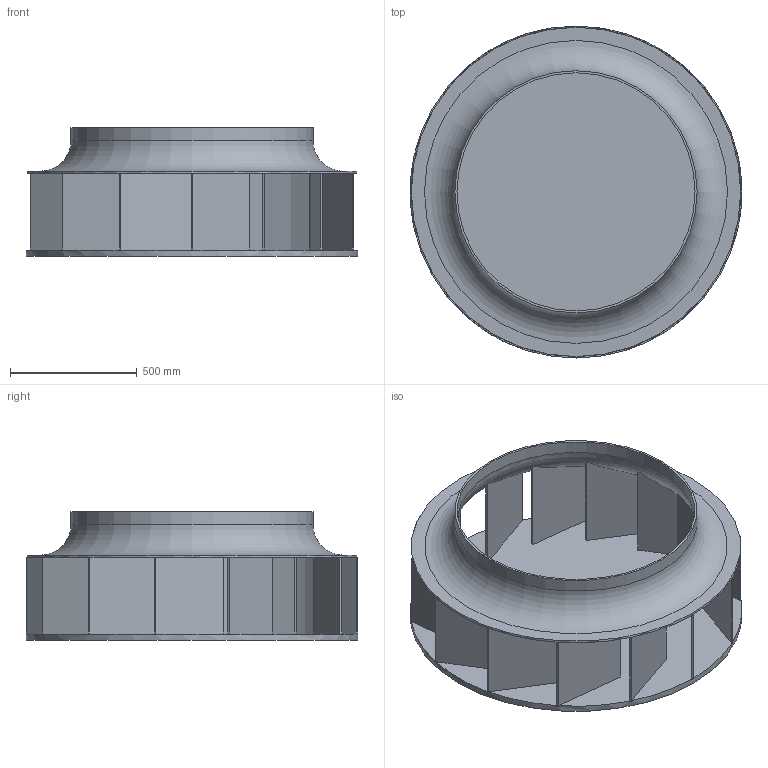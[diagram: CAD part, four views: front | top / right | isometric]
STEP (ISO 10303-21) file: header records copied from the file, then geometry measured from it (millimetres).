
FILE_DESCRIPTION( ( 'Unknown' ), '1' );
FILE_NAME( '1385_Laufrad_1000.stp', 'Unknown', ( 'Unknown' ), ( 'Unknown' ), 'PSStep 11.0', 'Unknown', ' ' );
FILE_SCHEMA( ( 'AUTOMOTIVE_DESIGN { 1 0 10303 214 1 1 1 1 }' ) );
Length unit declared in the file: millimetre
Products named in the file (1): 1385_Deckscheibe_1000
Bounding box: 1310 x 1310 x 508 mm (x, y, z)
Volume: 52963323.5 mm3; surface area: 7671260.2 mm2
Topology: 1 solids, 1 shells, 123 faces, 383 edges, 236 vertices
Faces by surface type: plane 116, cylinder 4, torus 3
Full cylindrical faces by diameter (mm): 940 x1, 956 x1, 1300 x1, 1310 x1
Entity records: 5730 total; most frequent: CARTESIAN_POINT 1411, ORIENTED_EDGE 742, DIRECTION 652, EDGE_CURVE 371, LINE 252, VECTOR 252, VERTEX_POINT 231, AXIS2_PLACEMENT_3D 200
